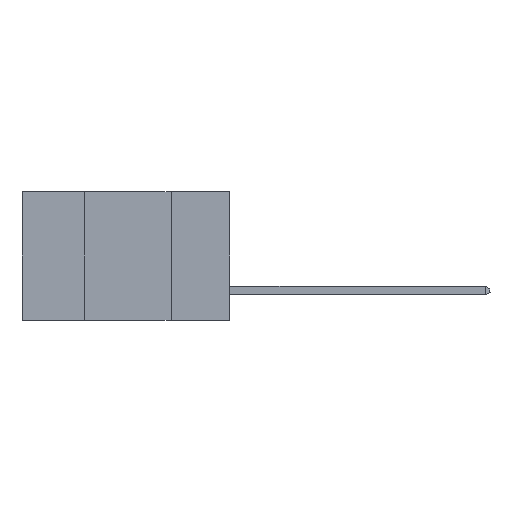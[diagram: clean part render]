
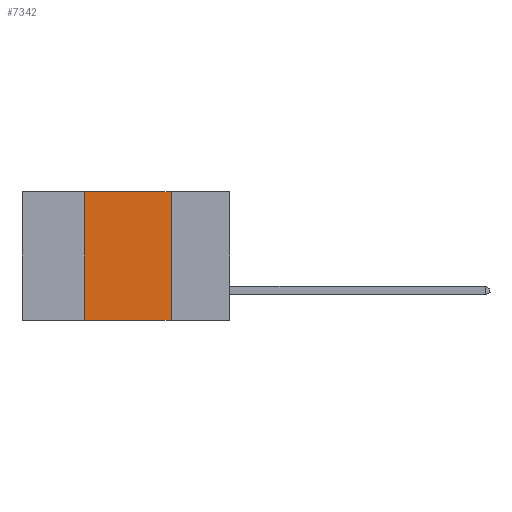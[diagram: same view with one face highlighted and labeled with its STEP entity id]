
A CAD part, left-side view. The second image highlights one B-rep face of the part: STEP entity #7342.
In plain terms, the highlighted planar face has unit normal (-1, 0, 0).
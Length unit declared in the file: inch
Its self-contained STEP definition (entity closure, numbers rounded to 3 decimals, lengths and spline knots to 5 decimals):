
#336 = DIRECTION ( 'NONE',  ( 0., 0., -1. ) ) ;
#456 = VECTOR ( 'NONE', #7833, 39.37008 ) ;
#555 = EDGE_CURVE ( 'NONE', #9661, #7827, #1195, .T. ) ;
#597 = VECTOR ( 'NONE', #8750, 39.37008 ) ;
#1118 = DIRECTION ( 'NONE',  ( 1., 0., 0. ) ) ;
#1195 = LINE ( 'NONE', #3964, #456 ) ;
#2841 = ORIENTED_EDGE ( 'NONE', *, *, #6025, .F. ) ;
#3433 = CARTESIAN_POINT ( 'NONE',  ( 0., 0.42, -0.37 ) ) ;
#3494 = EDGE_CURVE ( 'NONE', #9427, #9288, #7409, .T. ) ;
#3711 = CARTESIAN_POINT ( 'NONE',  ( 0., 0.17, -0.37 ) ) ;
#3964 = CARTESIAN_POINT ( 'NONE',  ( 0., 0.42, 0. ) ) ;
#4234 = CARTESIAN_POINT ( 'NONE',  ( 0., 0.6, 0. ) ) ;
#4325 = EDGE_LOOP ( 'NONE', ( #4422, #2841, #8639, #6353 ) ) ;
#4422 = ORIENTED_EDGE ( 'NONE', *, *, #3494, .F. ) ;
#4771 = DIRECTION ( 'NONE',  ( 0., -1., 0. ) ) ;
#5272 = VECTOR ( 'NONE', #6064, 39.37008 ) ;
#5433 = AXIS2_PLACEMENT_3D ( 'NONE', #4234, #1118, #336 ) ;
#5684 = VECTOR ( 'NONE', #4771, 39.37008 ) ;
#5854 = LINE ( 'NONE', #7982, #597 ) ;
#6025 = EDGE_CURVE ( 'NONE', #7827, #9427, #6926, .T. ) ;
#6064 = DIRECTION ( 'NONE',  ( 0., 0., -1. ) ) ;
#6169 = CARTESIAN_POINT ( 'NONE',  ( 0., 0.17, 0. ) ) ;
#6353 = ORIENTED_EDGE ( 'NONE', *, *, #8879, .T. ) ;
#6926 = LINE ( 'NONE', #9452, #5684 ) ;
#7342 = ADVANCED_FACE ( 'NONE', ( #8015 ), #9069, .F. ) ;
#7409 = LINE ( 'NONE', #6169, #5272 ) ;
#7827 = VERTEX_POINT ( 'NONE', #9313 ) ;
#7833 = DIRECTION ( 'NONE',  ( 0., 0., 1. ) ) ;
#7982 = CARTESIAN_POINT ( 'NONE',  ( 0., 0.6, -0.37 ) ) ;
#8015 = FACE_OUTER_BOUND ( 'NONE', #4325, .T. ) ;
#8639 = ORIENTED_EDGE ( 'NONE', *, *, #555, .F. ) ;
#8750 = DIRECTION ( 'NONE',  ( 0., -1., 0. ) ) ;
#8879 = EDGE_CURVE ( 'NONE', #9661, #9288, #5854, .T. ) ;
#9069 = PLANE ( 'NONE',  #5433 ) ;
#9288 = VERTEX_POINT ( 'NONE', #3711 ) ;
#9313 = CARTESIAN_POINT ( 'NONE',  ( 0., 0.42, 0. ) ) ;
#9427 = VERTEX_POINT ( 'NONE', #9524 ) ;
#9452 = CARTESIAN_POINT ( 'NONE',  ( 0., 0.6, 0. ) ) ;
#9524 = CARTESIAN_POINT ( 'NONE',  ( 0., 0.17, 0. ) ) ;
#9661 = VERTEX_POINT ( 'NONE', #3433 ) ;
